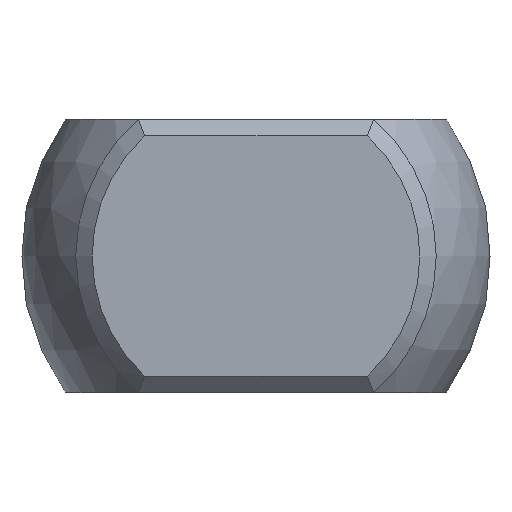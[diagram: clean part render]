
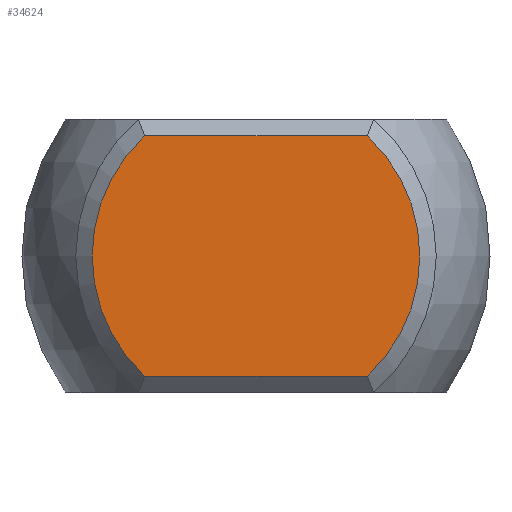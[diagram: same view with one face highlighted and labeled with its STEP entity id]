
A CAD part, left-side view. The second image highlights one B-rep face of the part: STEP entity #34624.
In plain terms, the highlighted planar face has unit normal (-1, 0, 0).
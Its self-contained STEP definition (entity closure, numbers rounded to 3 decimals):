
#33048 = PLANE('',#33049);
#33049 = AXIS2_PLACEMENT_3D('',#33050,#33051,#33052);
#33050 = CARTESIAN_POINT('',(-46.725,4.775,2.35));
#33051 = DIRECTION('',(-0.707,0.,0.707));
#33052 = DIRECTION('',(0.707,0.,0.707));
#34254 = CONICAL_SURFACE('',#34255,3.15,0.785);
#34255 = AXIS2_PLACEMENT_3D('',#34256,#34257,#34258);
#34256 = CARTESIAN_POINT('',(-46.725,0.,0.));
#34257 = DIRECTION('',(1.,0.,0.));
#34258 = DIRECTION('',(0.,-1.,0.));
#34274 = VERTEX_POINT('',#34275);
#34275 = CARTESIAN_POINT('',(-46.875,-2.04,2.2));
#34297 = EDGE_CURVE('',#34274,#34298,#34300,.T.);
#34298 = VERTEX_POINT('',#34299);
#34299 = CARTESIAN_POINT('',(-46.875,-2.04,-2.2));
#34300 = SURFACE_CURVE('',#34301,(#34306,#34313),.PCURVE_S1.);
#34301 = CIRCLE('',#34302,3.);
#34302 = AXIS2_PLACEMENT_3D('',#34303,#34304,#34305);
#34303 = CARTESIAN_POINT('',(-46.875,0.,0.));
#34304 = DIRECTION('',(1.,0.,0.));
#34305 = DIRECTION('',(0.,-1.,0.));
#34306 = PCURVE('',#34254,#34307);
#34307 = DEFINITIONAL_REPRESENTATION('',(#34308),#34312);
#34308 = LINE('',#34309,#34310);
#34309 = CARTESIAN_POINT('',(-6.283,-0.15));
#34310 = VECTOR('',#34311,1.);
#34311 = DIRECTION('',(1.,0.));
#34312 = ( GEOMETRIC_REPRESENTATION_CONTEXT(2) 
PARAMETRIC_REPRESENTATION_CONTEXT() REPRESENTATION_CONTEXT('2D SPACE',''
  ) );
#34313 = PCURVE('',#34314,#34319);
#34314 = PLANE('',#34315);
#34315 = AXIS2_PLACEMENT_3D('',#34316,#34317,#34318);
#34316 = CARTESIAN_POINT('',(-46.875,3.3,0.));
#34317 = DIRECTION('',(-1.,0.,0.));
#34318 = DIRECTION('',(0.,0.,1.));
#34319 = DEFINITIONAL_REPRESENTATION('',(#34320),#34328);
#34320 = ( BOUNDED_CURVE() B_SPLINE_CURVE(2,(#34321,#34322,#34323,#34324
    ,#34325,#34326,#34327),.UNSPECIFIED.,.T.,.F.) 
B_SPLINE_CURVE_WITH_KNOTS((1,2,2,2,2,1),(-2.094,0.,
    2.094,4.189,6.283,8.378),
.UNSPECIFIED.) CURVE() GEOMETRIC_REPRESENTATION_ITEM() 
RATIONAL_B_SPLINE_CURVE((1.,0.5,1.,0.5,1.,0.5,1.)) REPRESENTATION_ITEM(
  '') );
#34321 = CARTESIAN_POINT('',(0.,-6.3));
#34322 = CARTESIAN_POINT('',(-5.196,-6.3));
#34323 = CARTESIAN_POINT('',(-2.598,-1.8));
#34324 = CARTESIAN_POINT('',(0.,2.7));
#34325 = CARTESIAN_POINT('',(2.598,-1.8));
#34326 = CARTESIAN_POINT('',(5.196,-6.3));
#34327 = CARTESIAN_POINT('',(0.,-6.3));
#34328 = ( GEOMETRIC_REPRESENTATION_CONTEXT(2) 
PARAMETRIC_REPRESENTATION_CONTEXT() REPRESENTATION_CONTEXT('2D SPACE',''
  ) );
#34344 = PLANE('',#34345);
#34345 = AXIS2_PLACEMENT_3D('',#34346,#34347,#34348);
#34346 = CARTESIAN_POINT('',(-46.725,-1.475,-2.35));
#34347 = DIRECTION('',(-0.707,0.,-0.707));
#34348 = DIRECTION('',(-0.707,0.,0.707));
#34362 = VERTEX_POINT('',#34363);
#34363 = CARTESIAN_POINT('',(-46.875,2.04,2.2));
#34379 = CONICAL_SURFACE('',#34380,3.15,0.785);
#34380 = AXIS2_PLACEMENT_3D('',#34381,#34382,#34383);
#34381 = CARTESIAN_POINT('',(-46.725,0.,0.));
#34382 = DIRECTION('',(1.,0.,0.));
#34383 = DIRECTION('',(-0.,1.,0.));
#34390 = EDGE_CURVE('',#34362,#34274,#34391,.T.);
#34391 = SURFACE_CURVE('',#34392,(#34396,#34403),.PCURVE_S1.);
#34392 = LINE('',#34393,#34394);
#34393 = CARTESIAN_POINT('',(-46.875,4.775,2.2));
#34394 = VECTOR('',#34395,1.);
#34395 = DIRECTION('',(0.,-1.,0.));
#34396 = PCURVE('',#33048,#34397);
#34397 = DEFINITIONAL_REPRESENTATION('',(#34398),#34402);
#34398 = LINE('',#34399,#34400);
#34399 = CARTESIAN_POINT('',(-0.212,0.));
#34400 = VECTOR('',#34401,1.);
#34401 = DIRECTION('',(0.,-1.));
#34402 = ( GEOMETRIC_REPRESENTATION_CONTEXT(2) 
PARAMETRIC_REPRESENTATION_CONTEXT() REPRESENTATION_CONTEXT('2D SPACE',''
  ) );
#34403 = PCURVE('',#34314,#34404);
#34404 = DEFINITIONAL_REPRESENTATION('',(#34405),#34409);
#34405 = LINE('',#34406,#34407);
#34406 = CARTESIAN_POINT('',(2.2,1.475));
#34407 = VECTOR('',#34408,1.);
#34408 = DIRECTION('',(0.,-1.));
#34409 = ( GEOMETRIC_REPRESENTATION_CONTEXT(2) 
PARAMETRIC_REPRESENTATION_CONTEXT() REPRESENTATION_CONTEXT('2D SPACE',''
  ) );
#34440 = VERTEX_POINT('',#34441);
#34441 = CARTESIAN_POINT('',(-46.875,2.04,-2.2));
#34463 = EDGE_CURVE('',#34440,#34362,#34464,.T.);
#34464 = SURFACE_CURVE('',#34465,(#34470,#34477),.PCURVE_S1.);
#34465 = CIRCLE('',#34466,3.);
#34466 = AXIS2_PLACEMENT_3D('',#34467,#34468,#34469);
#34467 = CARTESIAN_POINT('',(-46.875,0.,0.));
#34468 = DIRECTION('',(1.,0.,0.));
#34469 = DIRECTION('',(-0.,1.,0.));
#34470 = PCURVE('',#34379,#34471);
#34471 = DEFINITIONAL_REPRESENTATION('',(#34472),#34476);
#34472 = LINE('',#34473,#34474);
#34473 = CARTESIAN_POINT('',(-6.283,-0.15));
#34474 = VECTOR('',#34475,1.);
#34475 = DIRECTION('',(1.,0.));
#34476 = ( GEOMETRIC_REPRESENTATION_CONTEXT(2) 
PARAMETRIC_REPRESENTATION_CONTEXT() REPRESENTATION_CONTEXT('2D SPACE',''
  ) );
#34477 = PCURVE('',#34314,#34478);
#34478 = DEFINITIONAL_REPRESENTATION('',(#34479),#34487);
#34479 = ( BOUNDED_CURVE() B_SPLINE_CURVE(2,(#34480,#34481,#34482,#34483
    ,#34484,#34485,#34486),.UNSPECIFIED.,.T.,.F.) 
B_SPLINE_CURVE_WITH_KNOTS((1,2,2,2,2,1),(-2.094,0.,
    2.094,4.189,6.283,8.378),
.UNSPECIFIED.) CURVE() GEOMETRIC_REPRESENTATION_ITEM() 
RATIONAL_B_SPLINE_CURVE((1.,0.5,1.,0.5,1.,0.5,1.)) REPRESENTATION_ITEM(
  '') );
#34480 = CARTESIAN_POINT('',(0.,-0.3));
#34481 = CARTESIAN_POINT('',(5.196,-0.3));
#34482 = CARTESIAN_POINT('',(2.598,-4.8));
#34483 = CARTESIAN_POINT('',(0.,-9.3));
#34484 = CARTESIAN_POINT('',(-2.598,-4.8));
#34485 = CARTESIAN_POINT('',(-5.196,-0.3));
#34486 = CARTESIAN_POINT('',(0.,-0.3));
#34487 = ( GEOMETRIC_REPRESENTATION_CONTEXT(2) 
PARAMETRIC_REPRESENTATION_CONTEXT() REPRESENTATION_CONTEXT('2D SPACE',''
  ) );
#34493 = EDGE_CURVE('',#34298,#34440,#34494,.T.);
#34494 = SURFACE_CURVE('',#34495,(#34499,#34506),.PCURVE_S1.);
#34495 = LINE('',#34496,#34497);
#34496 = CARTESIAN_POINT('',(-46.875,-1.475,-2.2));
#34497 = VECTOR('',#34498,1.);
#34498 = DIRECTION('',(0.,1.,0.));
#34499 = PCURVE('',#34344,#34500);
#34500 = DEFINITIONAL_REPRESENTATION('',(#34501),#34505);
#34501 = LINE('',#34502,#34503);
#34502 = CARTESIAN_POINT('',(0.212,0.));
#34503 = VECTOR('',#34504,1.);
#34504 = DIRECTION('',(0.,1.));
#34505 = ( GEOMETRIC_REPRESENTATION_CONTEXT(2) 
PARAMETRIC_REPRESENTATION_CONTEXT() REPRESENTATION_CONTEXT('2D SPACE',''
  ) );
#34506 = PCURVE('',#34314,#34507);
#34507 = DEFINITIONAL_REPRESENTATION('',(#34508),#34512);
#34508 = LINE('',#34509,#34510);
#34509 = CARTESIAN_POINT('',(-2.2,-4.775));
#34510 = VECTOR('',#34511,1.);
#34511 = DIRECTION('',(0.,1.));
#34512 = ( GEOMETRIC_REPRESENTATION_CONTEXT(2) 
PARAMETRIC_REPRESENTATION_CONTEXT() REPRESENTATION_CONTEXT('2D SPACE',''
  ) );
#34624 = ADVANCED_FACE('',(#34625),#34314,.T.);
#34625 = FACE_BOUND('',#34626,.T.);
#34626 = EDGE_LOOP('',(#34627,#34628,#34629,#34630));
#34627 = ORIENTED_EDGE('',*,*,#34297,.F.);
#34628 = ORIENTED_EDGE('',*,*,#34390,.F.);
#34629 = ORIENTED_EDGE('',*,*,#34463,.F.);
#34630 = ORIENTED_EDGE('',*,*,#34493,.F.);
